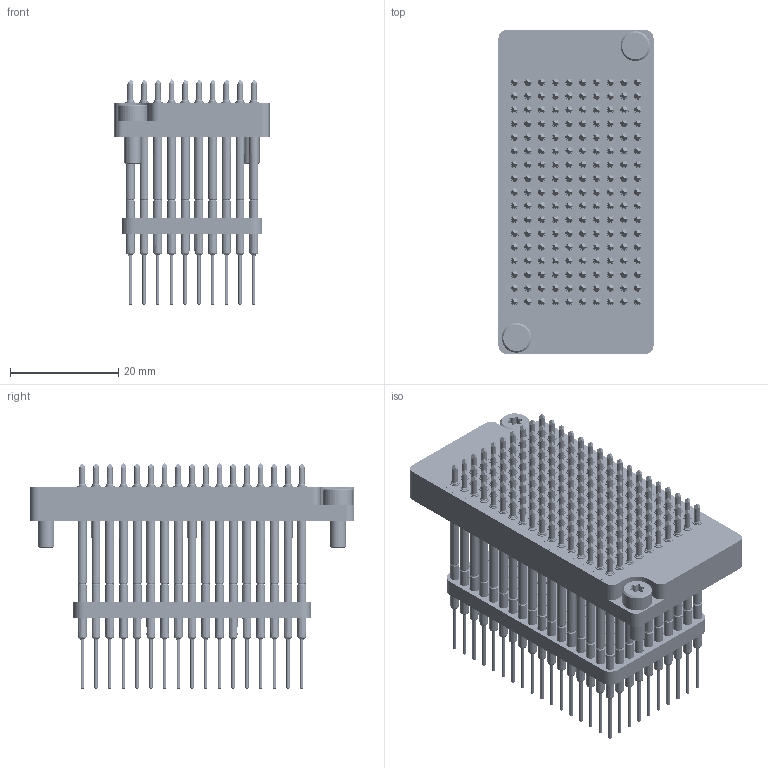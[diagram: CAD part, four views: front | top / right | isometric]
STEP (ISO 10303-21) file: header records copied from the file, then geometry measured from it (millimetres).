
FILE_DESCRIPTION (( 'STEP AP214' ), '1' );
FILE_NAME ('INGUN_51690.STEP', '2023-01-12T12:49:10', ( '' ), ( '' ), 'SwSTEP 2.0', 'SolidWorks 2021', '' );
FILE_SCHEMA (( 'AUTOMOTIVE_DESIGN' ));
Length unit declared in the file: millimetre
Products named in the file (8): 30162~3; INGUN_51690; GKS-945-0005__ADA~gks_S; INFO_4615~0_SBP-T_Kontaktierung-Seite<S>; 30162~3_S; 45005~2; KS-945-Master__ADA~ks_KS-945 44 063; DIN912~n_M03,0x008
Assembly tree (346 placements, depth 3):
  INGUN_51690
    30162~3_S
      30162~3
      INFO_4615~0_SBP-T_Kontaktierung-Seite<S>
    45005~2
    KS-945-Master__ADA~ks_KS-945 44 063  x170
    GKS-945-0005__ADA~gks_S  x170
    DIN912~n_M03,0x008  x2
Bounding box: 28.7 x 60 x 41.7 mm (x, y, z)
Volume: 26565.3 mm3; surface area: 59847.2 mm2
Topology: 719 solids, 719 shells, 22625 faces, 53681 edges, 34198 vertices
Faces by surface type: plane 9494, cylinder 5840, bspline 5243, cone 1028, torus 1020
Entity records: 55764 total; most frequent: CARTESIAN_POINT 17708, DIRECTION 7761, ORIENTED_EDGE 7172, EDGE_CURVE 3586, AXIS2_PLACEMENT_3D 3033, VERTEX_POINT 2380, EDGE_LOOP 2022, VECTOR 1695
